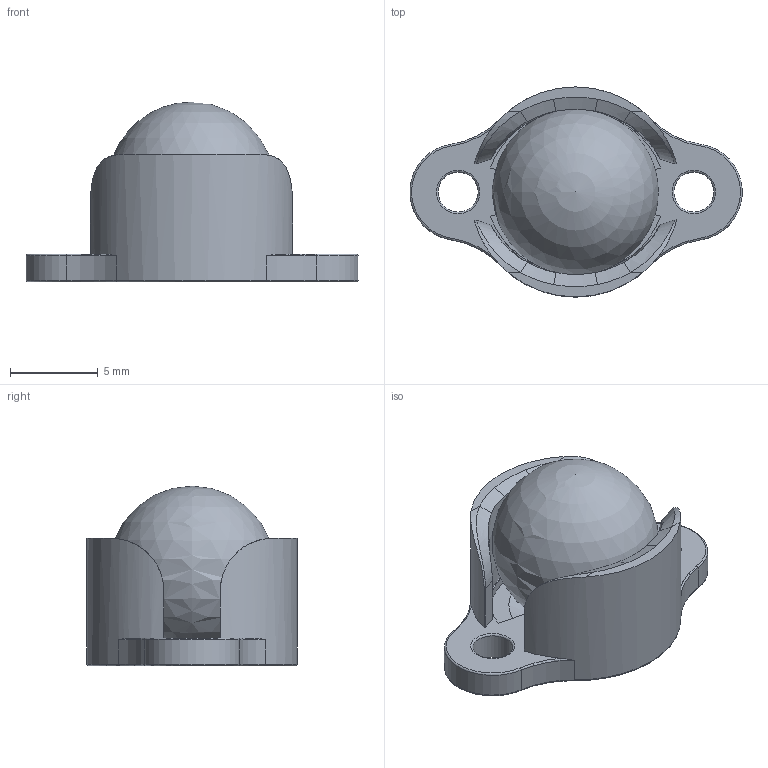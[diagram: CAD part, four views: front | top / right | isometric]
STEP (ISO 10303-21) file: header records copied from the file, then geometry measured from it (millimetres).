
FILE_DESCRIPTION(/* description */ (''),/* implementation_level */ '2;1');
FILE_NAME(/* name */ 'Pololu Ball Caster with 3:8" Metal Ball.stp',/* time_stamp */ '2015-06-10T22:59:54+10:00',/* author */ (''),/* organization */ (''),/* preprocessor_version */ 'ST-DEVELOPER v16',/* originating_system */ 'Autodesk Translator Framework v4.0.0.4510',/* authorisation */ '');
FILE_SCHEMA (('AUTOMOTIVE_DESIGN { 1 0 10303 214 3 1 1 }'));
Length unit declared in the file: centimetre
Products named in the file (4): Component4; Ball; Caster; Ball Caster v6
Assembly tree (3 placements, depth 3):
  Ball Caster v6
    Caster
    Ball
      Component4
Bounding box: 18.96 x 12 x 10.26 mm (x, y, z)
Volume: 776 mm3; surface area: 958.1 mm2
Topology: 2 solids, 2 shells, 80 faces, 212 edges, 134 vertices
Faces by surface type: plane 20, bspline 20, torus 16, cylinder 15, cone 8, sphere 1
Full cylindrical faces by diameter (mm): 2.286 x2, 5.638 x1
Entity records: 2920 total; most frequent: CARTESIAN_POINT 980, ORIENTED_EDGE 408, DIRECTION 366, EDGE_CURVE 204, AXIS2_PLACEMENT_3D 147, VERTEX_POINT 133, EDGE_LOOP 91, FACE_OUTER_BOUND 80
